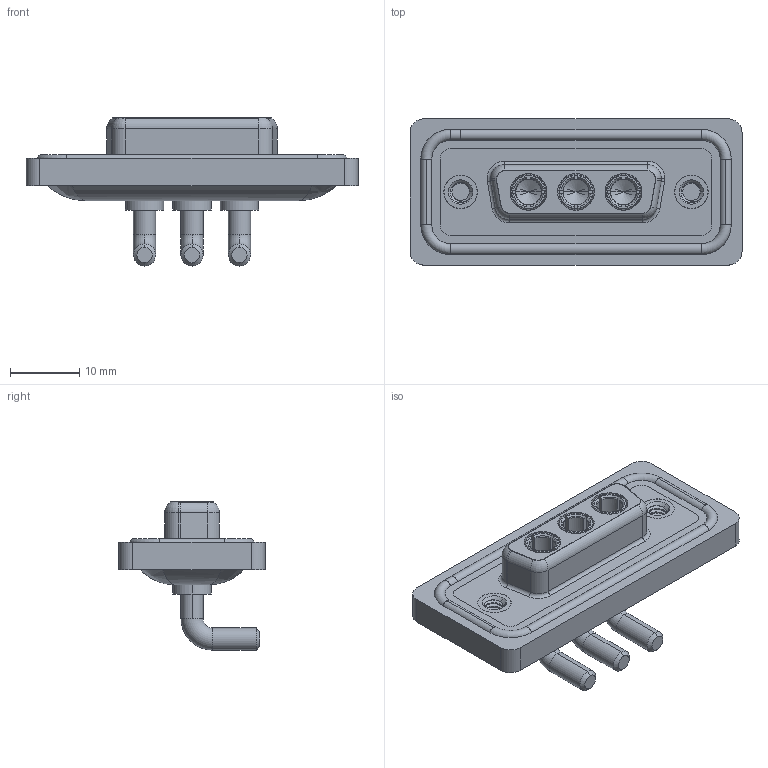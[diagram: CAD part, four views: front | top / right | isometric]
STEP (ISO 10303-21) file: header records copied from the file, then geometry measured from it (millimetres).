
FILE_DESCRIPTION (( 'STEP AP203' ), '1' );
FILE_NAME ('630W3W3-140-3NA.STEP', '2024-04-11T22:22:07', ( '' ), ( '' ), 'SwSTEP 2.0', 'SolidWorks 2023', '' );
FILE_SCHEMA (( 'CONFIG_CONTROL_DESIGN' ));
Length unit declared in the file: millimetre
Products named in the file (7): 630Combo Housing_3W3; 630Combo Threaded Rivet_A; Power Socket_30A RA; 630Combo Waterproof Housing_15 Contacts; 630Combo Shell Rear_15 Contacts; 630Combo Shell Front_15 Contacts; 630W3W3-140-3NA
Assembly tree (9 placements, depth 2):
  630W3W3-140-3NA
    630Combo Housing_3W3
    630Combo Shell Front_15 Contacts
    630Combo Shell Rear_15 Contacts
    630Combo Threaded Rivet_A  x2
    Power Socket_30A RA  x3
    630Combo Waterproof Housing_15 Contacts
Bounding box: 47.9 x 21.1 x 21.4 mm (x, y, z)
Volume: 6256.5 mm3; surface area: 10030.1 mm2
Topology: 13 solids, 13 shells, 614 faces, 1561 edges, 989 vertices
Faces by surface type: cylinder 261, plane 192, torus 89, cone 59, bspline 13
Entity records: 15887 total; most frequent: CARTESIAN_POINT 4458, DIRECTION 2339, ORIENTED_EDGE 2182, EDGE_CURVE 1091, AXIS2_PLACEMENT_3D 937, VERTEX_POINT 691, CIRCLE 495, EDGE_LOOP 482
